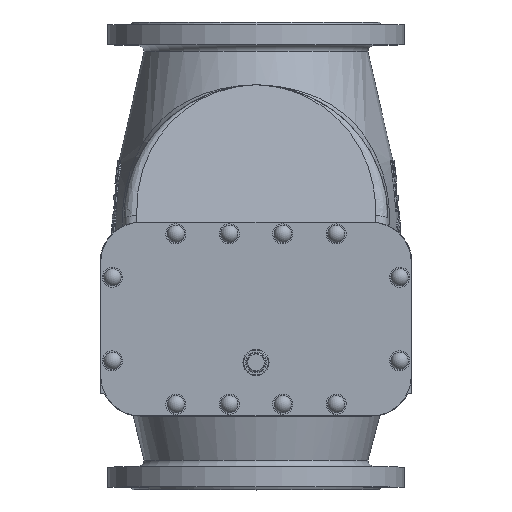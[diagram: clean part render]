
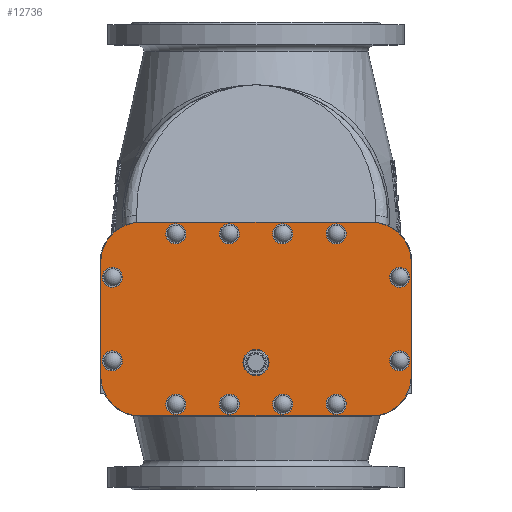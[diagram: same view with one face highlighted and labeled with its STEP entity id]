
A CAD part, top view. The second image highlights one B-rep face of the part: STEP entity #12736.
In plain terms, the highlighted planar face has unit normal (0, 0, 1).
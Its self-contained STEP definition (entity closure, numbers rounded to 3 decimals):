
#1449=LINE('',#28526,#2026);
#1450=LINE('',#28530,#2027);
#1451=LINE('',#28534,#2028);
#1452=LINE('',#28537,#2029);
#2026=VECTOR('',#16522,10.);
#2027=VECTOR('',#16525,10.);
#2028=VECTOR('',#16528,10.);
#2029=VECTOR('',#16531,10.);
#2328=PLANE('',#13857);
#3977=FACE_OUTER_BOUND('',#4846,.T.);
#4846=EDGE_LOOP('',(#11724,#11725,#11726,#11727,#11728,#11729,#11730,#11731));
#5547=CIRCLE('',#13858,60.);
#5548=CIRCLE('',#13859,60.);
#5549=CIRCLE('',#13860,60.);
#5550=CIRCLE('',#13861,60.);
#6714=VERTEX_POINT('',#28522);
#6715=VERTEX_POINT('',#28523);
#6716=VERTEX_POINT('',#28525);
#6717=VERTEX_POINT('',#28527);
#6718=VERTEX_POINT('',#28529);
#6719=VERTEX_POINT('',#28531);
#6720=VERTEX_POINT('',#28533);
#6721=VERTEX_POINT('',#28535);
#8420=EDGE_CURVE('',#6714,#6715,#5547,.T.);
#8421=EDGE_CURVE('',#6716,#6714,#1449,.T.);
#8422=EDGE_CURVE('',#6717,#6716,#5548,.T.);
#8423=EDGE_CURVE('',#6718,#6717,#1450,.T.);
#8424=EDGE_CURVE('',#6719,#6718,#5549,.T.);
#8425=EDGE_CURVE('',#6720,#6719,#1451,.T.);
#8426=EDGE_CURVE('',#6721,#6720,#5550,.T.);
#8427=EDGE_CURVE('',#6715,#6721,#1452,.T.);
#11724=ORIENTED_EDGE('',*,*,#8420,.F.);
#11725=ORIENTED_EDGE('',*,*,#8421,.F.);
#11726=ORIENTED_EDGE('',*,*,#8422,.F.);
#11727=ORIENTED_EDGE('',*,*,#8423,.F.);
#11728=ORIENTED_EDGE('',*,*,#8424,.F.);
#11729=ORIENTED_EDGE('',*,*,#8425,.F.);
#11730=ORIENTED_EDGE('',*,*,#8426,.F.);
#11731=ORIENTED_EDGE('',*,*,#8427,.F.);
#12736=ADVANCED_FACE('',(#3977),#2328,.T.);
#13857=AXIS2_PLACEMENT_3D('',#28521,#16518,#16519);
#13858=AXIS2_PLACEMENT_3D('',#28524,#16520,#16521);
#13859=AXIS2_PLACEMENT_3D('',#28528,#16523,#16524);
#13860=AXIS2_PLACEMENT_3D('',#28532,#16526,#16527);
#13861=AXIS2_PLACEMENT_3D('',#28536,#16529,#16530);
#16518=DIRECTION('center_axis',(0.,0.,
1.));
#16519=DIRECTION('ref_axis',(1.,0.,0.));
#16520=DIRECTION('center_axis',(0.,0.,
-1.));
#16521=DIRECTION('ref_axis',(0.,1.,0.));
#16522=DIRECTION('',(0.,1.,0.));
#16523=DIRECTION('center_axis',(0.,0.,
-1.));
#16524=DIRECTION('ref_axis',(-1.,0.,0.));
#16525=DIRECTION('',(-1.,0.,0.));
#16526=DIRECTION('center_axis',(0.,0.,
-1.));
#16527=DIRECTION('ref_axis',(0.,-1.,0.));
#16528=DIRECTION('',(0.,-1.,0.));
#16529=DIRECTION('center_axis',(0.,0.,
-1.));
#16530=DIRECTION('ref_axis',(1.,0.,0.));
#16531=DIRECTION('',(1.,0.,0.));
#28521=CARTESIAN_POINT('Origin',(0.,-95.,
323.));
#28522=CARTESIAN_POINT('',(-232.5,-10.,323.));
#28523=CARTESIAN_POINT('',(-172.5,50.,323.));
#28524=CARTESIAN_POINT('Origin',(-172.5,-10.,323.));
#28525=CARTESIAN_POINT('',(-232.5,-180.,323.));
#28526=CARTESIAN_POINT('',(-232.5,-10.,323.));
#28527=CARTESIAN_POINT('',(-172.5,-240.,323.));
#28528=CARTESIAN_POINT('Origin',(-172.5,-180.,323.));
#28529=CARTESIAN_POINT('',(172.5,-240.,323.));
#28530=CARTESIAN_POINT('',(-172.5,-240.,323.));
#28531=CARTESIAN_POINT('',(232.5,-180.,323.));
#28532=CARTESIAN_POINT('Origin',(172.5,-180.,323.));
#28533=CARTESIAN_POINT('',(232.5,-10.,323.));
#28534=CARTESIAN_POINT('',(232.5,-180.,323.));
#28535=CARTESIAN_POINT('',(172.5,50.,323.));
#28536=CARTESIAN_POINT('Origin',(172.5,-10.,323.));
#28537=CARTESIAN_POINT('',(172.5,50.,323.));
